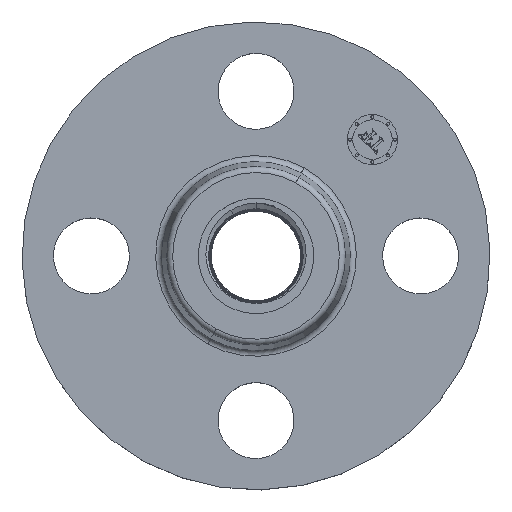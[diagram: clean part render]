
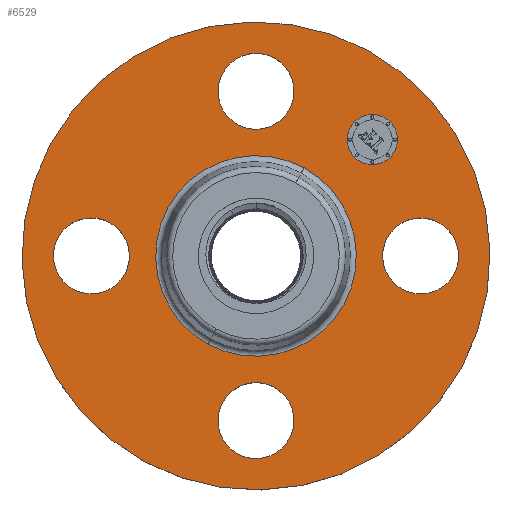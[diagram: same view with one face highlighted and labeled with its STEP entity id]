
A CAD part, top view. The second image highlights one B-rep face of the part: STEP entity #6529.
In plain terms, the highlighted planar face has unit normal (0, 0, 1).
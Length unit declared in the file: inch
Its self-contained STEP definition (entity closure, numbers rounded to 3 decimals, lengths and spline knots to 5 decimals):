
#365=AXIS2_PLACEMENT_3D('Circle Axis2P3D',#363,#364,$) ;
#382=AXIS2_PLACEMENT_3D('Circle Axis2P3D',#380,#381,$) ;
#415=AXIS2_PLACEMENT_3D('Circle Axis2P3D',#413,#414,$) ;
#439=AXIS2_PLACEMENT_3D('Circle Axis2P3D',#437,#438,$) ;
#456=AXIS2_PLACEMENT_3D('Circle Axis2P3D',#454,#455,$) ;
#491=AXIS2_PLACEMENT_3D('Circle Axis2P3D',#489,#490,$) ;
#728=AXIS2_PLACEMENT_3D('Circle Axis2P3D',#726,#727,$) ;
#740=AXIS2_PLACEMENT_3D('Circle Axis2P3D',#738,#739,$) ;
#771=AXIS2_PLACEMENT_3D('Circle Axis2P3D',#769,#770,$) ;
#783=AXIS2_PLACEMENT_3D('Circle Axis2P3D',#781,#782,$) ;
#814=AXIS2_PLACEMENT_3D('Circle Axis2P3D',#812,#813,$) ;
#826=AXIS2_PLACEMENT_3D('Circle Axis2P3D',#824,#825,$) ;
#6485=AXIS2_PLACEMENT_3D('Plane Axis2P3D',#6482,#6483,#6484) ;
#6513=AXIS2_PLACEMENT_3D('Circle Axis2P3D',#6511,#6512,$) ;
#6522=AXIS2_PLACEMENT_3D('Circle Axis2P3D',#6520,#6521,$) ;
#346=CARTESIAN_POINT('Vertex',(1.29591,0.17978,0.62)) ;
#360=CARTESIAN_POINT('Vertex',(1.95409,-0.17978,0.62)) ;
#363=CARTESIAN_POINT('Axis2P3D Location',(1.625,0.,0.62)) ;
#380=CARTESIAN_POINT('Axis2P3D Location',(1.625,0.,0.62)) ;
#410=CARTESIAN_POINT('Vertex',(-1.10747,-2.02722,0.62)) ;
#413=CARTESIAN_POINT('Axis2P3D Location',(0.,0.,0.62)) ;
#417=CARTESIAN_POINT('Vertex',(1.10747,2.02722,0.62)) ;
#437=CARTESIAN_POINT('Axis2P3D Location',(0.,0.,0.62)) ;
#454=CARTESIAN_POINT('Axis2P3D Location',(0.,0.,0.62)) ;
#458=CARTESIAN_POINT('Vertex',(0.4748,0.86911,0.62)) ;
#460=CARTESIAN_POINT('Vertex',(-0.4748,-0.86911,0.62)) ;
#489=CARTESIAN_POINT('Axis2P3D Location',(0.,0.,0.62)) ;
#716=CARTESIAN_POINT('Vertex',(-0.17978,1.29591,0.62)) ;
#723=CARTESIAN_POINT('Vertex',(0.17978,1.95409,0.62)) ;
#726=CARTESIAN_POINT('Axis2P3D Location',(0.,1.625,0.62)) ;
#738=CARTESIAN_POINT('Axis2P3D Location',(0.,1.625,0.62)) ;
#759=CARTESIAN_POINT('Vertex',(-1.29591,-0.17978,0.62)) ;
#766=CARTESIAN_POINT('Vertex',(-1.95409,0.17978,0.62)) ;
#769=CARTESIAN_POINT('Axis2P3D Location',(-1.625,0.,0.62)) ;
#781=CARTESIAN_POINT('Axis2P3D Location',(-1.625,0.,0.62)) ;
#802=CARTESIAN_POINT('Vertex',(0.17978,-1.29591,0.62)) ;
#809=CARTESIAN_POINT('Vertex',(-0.17978,-1.95409,0.62)) ;
#812=CARTESIAN_POINT('Axis2P3D Location',(0.,-1.625,0.62)) ;
#824=CARTESIAN_POINT('Axis2P3D Location',(0.,-1.625,0.62)) ;
#6482=CARTESIAN_POINT('Axis2P3D Location',(0.,2.31,0.62)) ;
#6511=CARTESIAN_POINT('Axis2P3D Location',(1.14905,1.14905,0.62)) ;
#6515=CARTESIAN_POINT('Vertex',(0.97404,1.32406,0.62)) ;
#6517=CARTESIAN_POINT('Vertex',(1.32406,0.97404,0.62)) ;
#6520=CARTESIAN_POINT('Axis2P3D Location',(1.14905,1.14905,0.62)) ;
#364=DIRECTION('Axis2P3D Direction',(0.,-0.,-0.039)) ;
#381=DIRECTION('Axis2P3D Direction',(0.,-0.,-0.039)) ;
#414=DIRECTION('Axis2P3D Direction',(0.,0.,-0.039)) ;
#438=DIRECTION('Axis2P3D Direction',(0.,0.,-0.039)) ;
#455=DIRECTION('Axis2P3D Direction',(0.,0.,-0.039)) ;
#490=DIRECTION('Axis2P3D Direction',(0.,0.,-0.039)) ;
#727=DIRECTION('Axis2P3D Direction',(0.,0.,-0.039)) ;
#739=DIRECTION('Axis2P3D Direction',(0.,0.,-0.039)) ;
#770=DIRECTION('Axis2P3D Direction',(-0.,0.,-0.039)) ;
#782=DIRECTION('Axis2P3D Direction',(-0.,0.,-0.039)) ;
#813=DIRECTION('Axis2P3D Direction',(0.,-0.,-0.039)) ;
#825=DIRECTION('Axis2P3D Direction',(0.,-0.,-0.039)) ;
#6483=DIRECTION('Axis2P3D Direction',(0.,0.,-0.039)) ;
#6484=DIRECTION('Axis2P3D XDirection',(0.039,0.,0.)) ;
#6512=DIRECTION('Axis2P3D Direction',(0.,0.,-0.039)) ;
#6521=DIRECTION('Axis2P3D Direction',(0.,0.,-0.039)) ;
#6488=ORIENTED_EDGE('',*,*,#441,.F.) ;
#6489=ORIENTED_EDGE('',*,*,#419,.F.) ;
#6492=ORIENTED_EDGE('',*,*,#367,.T.) ;
#6493=ORIENTED_EDGE('',*,*,#384,.T.) ;
#6496=ORIENTED_EDGE('',*,*,#493,.T.) ;
#6497=ORIENTED_EDGE('',*,*,#462,.T.) ;
#6500=ORIENTED_EDGE('',*,*,#828,.T.) ;
#6501=ORIENTED_EDGE('',*,*,#816,.T.) ;
#6504=ORIENTED_EDGE('',*,*,#785,.T.) ;
#6505=ORIENTED_EDGE('',*,*,#773,.T.) ;
#6508=ORIENTED_EDGE('',*,*,#742,.T.) ;
#6509=ORIENTED_EDGE('',*,*,#730,.T.) ;
#6526=ORIENTED_EDGE('',*,*,#6519,.T.) ;
#6527=ORIENTED_EDGE('',*,*,#6524,.T.) ;
#6494=FACE_BOUND('',#6491,.T.) ;
#6498=FACE_BOUND('',#6495,.T.) ;
#6502=FACE_BOUND('',#6499,.T.) ;
#6506=FACE_BOUND('',#6503,.T.) ;
#6510=FACE_BOUND('',#6507,.T.) ;
#6528=FACE_BOUND('',#6525,.T.) ;
#6529=ADVANCED_FACE('PartBody',(#6490,#6494,#6498,#6502,#6506,#6510,#6528),#6486,.F.) ;
#366=CIRCLE('generated circle',#365,0.375) ;
#383=CIRCLE('generated circle',#382,0.375) ;
#416=CIRCLE('generated circle',#415,2.31) ;
#440=CIRCLE('generated circle',#439,2.31) ;
#457=CIRCLE('generated circle',#456,0.99035) ;
#492=CIRCLE('generated circle',#491,0.99035) ;
#729=CIRCLE('generated circle',#728,0.375) ;
#741=CIRCLE('generated circle',#740,0.375) ;
#772=CIRCLE('generated circle',#771,0.375) ;
#784=CIRCLE('generated circle',#783,0.375) ;
#815=CIRCLE('generated circle',#814,0.375) ;
#827=CIRCLE('generated circle',#826,0.375) ;
#6514=CIRCLE('generated circle',#6513,0.2475) ;
#6523=CIRCLE('generated circle',#6522,0.2475) ;
#367=EDGE_CURVE('',#347,#361,#366,.T.) ;
#384=EDGE_CURVE('',#361,#347,#383,.T.) ;
#419=EDGE_CURVE('',#411,#418,#416,.T.) ;
#441=EDGE_CURVE('',#418,#411,#440,.T.) ;
#462=EDGE_CURVE('',#459,#461,#457,.T.) ;
#493=EDGE_CURVE('',#461,#459,#492,.T.) ;
#730=EDGE_CURVE('',#717,#724,#729,.T.) ;
#742=EDGE_CURVE('',#724,#717,#741,.T.) ;
#773=EDGE_CURVE('',#760,#767,#772,.T.) ;
#785=EDGE_CURVE('',#767,#760,#784,.T.) ;
#816=EDGE_CURVE('',#803,#810,#815,.T.) ;
#828=EDGE_CURVE('',#810,#803,#827,.T.) ;
#6519=EDGE_CURVE('',#6516,#6518,#6514,.T.) ;
#6524=EDGE_CURVE('',#6518,#6516,#6523,.T.) ;
#6487=EDGE_LOOP('',(#6488,#6489)) ;
#6491=EDGE_LOOP('',(#6492,#6493)) ;
#6495=EDGE_LOOP('',(#6496,#6497)) ;
#6499=EDGE_LOOP('',(#6500,#6501)) ;
#6503=EDGE_LOOP('',(#6504,#6505)) ;
#6507=EDGE_LOOP('',(#6508,#6509)) ;
#6525=EDGE_LOOP('',(#6526,#6527)) ;
#6490=FACE_OUTER_BOUND('',#6487,.T.) ;
#6486=PLANE('',#6485) ;
#347=VERTEX_POINT('',#346) ;
#361=VERTEX_POINT('',#360) ;
#411=VERTEX_POINT('',#410) ;
#418=VERTEX_POINT('',#417) ;
#459=VERTEX_POINT('',#458) ;
#461=VERTEX_POINT('',#460) ;
#717=VERTEX_POINT('',#716) ;
#724=VERTEX_POINT('',#723) ;
#760=VERTEX_POINT('',#759) ;
#767=VERTEX_POINT('',#766) ;
#803=VERTEX_POINT('',#802) ;
#810=VERTEX_POINT('',#809) ;
#6516=VERTEX_POINT('',#6515) ;
#6518=VERTEX_POINT('',#6517) ;
